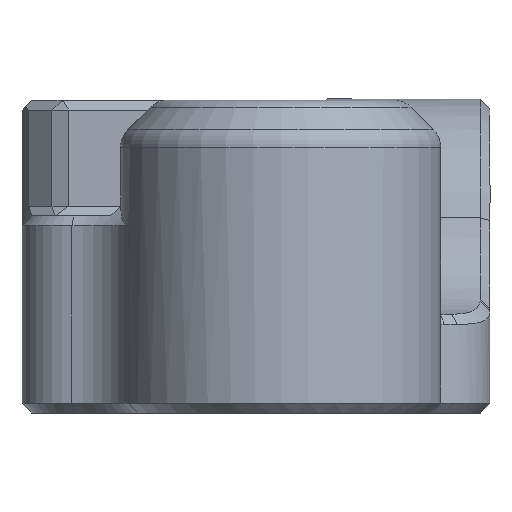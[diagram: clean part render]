
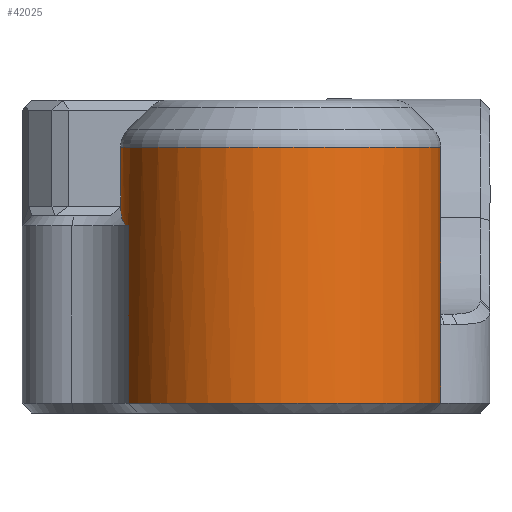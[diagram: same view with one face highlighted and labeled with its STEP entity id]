
A CAD part, left-side view. The second image highlights one B-rep face of the part: STEP entity #42025.
In plain terms, the highlighted cylindrical face has radius 6.5 mm (diameter 13 mm), a full revolution.
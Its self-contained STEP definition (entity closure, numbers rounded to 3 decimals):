
#19=ELLIPSE('',#43974,9.192,6.5);
#25=CYLINDRICAL_SURFACE('',#44048,6.5);
#4103=FACE_OUTER_BOUND('',#6257,.T.);
#6257=EDGE_LOOP('',(#39383,#39384,#39385,#39386,#39387,#39388,#39389,#39390,
#39391,#39392,#39393,#39394,#39395,#39396,#39397,#39398,#39399,#39400));
#6667=B_SPLINE_CURVE_WITH_KNOTS('',3,(#68004,#68005,#68006,#68007,#68008,
#68009,#68010,#68011,#68012,#68013),.UNSPECIFIED.,.F.,.F.,(4,3,3,4),(0.,
0.017,0.033,0.058),.UNSPECIFIED.);
#6672=B_SPLINE_CURVE_WITH_KNOTS('',3,(#68247,#68248,#68249,#68250,#68251,
#68252,#68253,#68254,#68255,#68256),.UNSPECIFIED.,.F.,.F.,(4,2,2,2,4),(0.896,
1.112,1.336,1.573,1.64),
 .UNSPECIFIED.);
#6673=B_SPLINE_CURVE_WITH_KNOTS('',3,(#68262,#68263,#68264,#68265,#68266,
#68267,#68268,#68269),.UNSPECIFIED.,.F.,.F.,(4,2,2,4),(0.792,
0.808,0.929,1.013),.UNSPECIFIED.);
#6675=B_SPLINE_CURVE_WITH_KNOTS('',3,(#68327,#68328,#68329,#68330,#68331,
#68332),.UNSPECIFIED.,.F.,.F.,(4,2,4),(0.3,0.325,
0.372),.UNSPECIFIED.);
#6676=B_SPLINE_CURVE_WITH_KNOTS('',3,(#68335,#68336,#68337,#68338),
 .UNSPECIFIED.,.F.,.F.,(4,4),(1.731,1.8),
 .UNSPECIFIED.);
#6677=B_SPLINE_CURVE_WITH_KNOTS('',3,(#68340,#68341,#68342,#68343,#68344,
#68345),.UNSPECIFIED.,.F.,.F.,(4,2,4),(1.596,1.713,
1.731),.UNSPECIFIED.);
#6750=CIRCLE('',#43998,6.5);
#6751=CIRCLE('',#43999,6.5);
#6761=CIRCLE('',#44038,6.5);
#6762=CIRCLE('',#44047,6.5);
#6763=CIRCLE('',#44049,6.5);
#12256=LINE('',#68307,#17840);
#12257=LINE('',#68324,#17841);
#12258=LINE('',#68325,#17842);
#12259=LINE('',#68333,#17843);
#12260=LINE('',#68346,#17844);
#17840=VECTOR('',#53414,10.);
#17841=VECTOR('',#53435,6.5);
#17842=VECTOR('',#53436,10.);
#17843=VECTOR('',#53437,10.);
#17844=VECTOR('',#53438,10.);
#21775=VERTEX_POINT('',#67976);
#21777=VERTEX_POINT('',#68003);
#21784=VERTEX_POINT('',#68034);
#21785=VERTEX_POINT('',#68035);
#21804=VERTEX_POINT('',#68118);
#21805=VERTEX_POINT('',#68122);
#21806=VERTEX_POINT('',#68123);
#21824=VERTEX_POINT('',#68245);
#21826=VERTEX_POINT('',#68260);
#21829=VERTEX_POINT('',#68279);
#21837=VERTEX_POINT('',#68303);
#21838=VERTEX_POINT('',#68315);
#21839=VERTEX_POINT('',#68322);
#21840=VERTEX_POINT('',#68326);
#21841=VERTEX_POINT('',#68334);
#21842=VERTEX_POINT('',#68339);
#27601=EDGE_CURVE('',#21775,#21777,#6667,.F.);
#27610=EDGE_CURVE('',#21784,#21785,#19,.T.);
#27656=EDGE_CURVE('',#21805,#21806,#6750,.T.);
#27657=EDGE_CURVE('',#21806,#21804,#6751,.T.);
#27710=EDGE_CURVE('',#21775,#21824,#6672,.T.);
#27713=EDGE_CURVE('',#21824,#21826,#6673,.T.);
#27719=EDGE_CURVE('',#21784,#21829,#6761,.T.);
#27729=EDGE_CURVE('',#21785,#21837,#12256,.T.);
#27731=EDGE_CURVE('',#21838,#21837,#6762,.T.);
#27732=EDGE_CURVE('',#21839,#21839,#6763,.T.);
#27733=EDGE_CURVE('',#21839,#21806,#12257,.T.);
#27734=EDGE_CURVE('',#21805,#21777,#12258,.T.);
#27735=EDGE_CURVE('',#21840,#21826,#6675,.F.);
#27736=EDGE_CURVE('',#21840,#21829,#12259,.T.);
#27737=EDGE_CURVE('',#21841,#21838,#6676,.T.);
#27738=EDGE_CURVE('',#21842,#21841,#6677,.T.);
#27739=EDGE_CURVE('',#21804,#21842,#12260,.T.);
#39383=ORIENTED_EDGE('',*,*,#27732,.F.);
#39384=ORIENTED_EDGE('',*,*,#27733,.T.);
#39385=ORIENTED_EDGE('',*,*,#27656,.F.);
#39386=ORIENTED_EDGE('',*,*,#27734,.T.);
#39387=ORIENTED_EDGE('',*,*,#27601,.F.);
#39388=ORIENTED_EDGE('',*,*,#27710,.T.);
#39389=ORIENTED_EDGE('',*,*,#27713,.T.);
#39390=ORIENTED_EDGE('',*,*,#27735,.F.);
#39391=ORIENTED_EDGE('',*,*,#27736,.T.);
#39392=ORIENTED_EDGE('',*,*,#27719,.F.);
#39393=ORIENTED_EDGE('',*,*,#27610,.T.);
#39394=ORIENTED_EDGE('',*,*,#27729,.T.);
#39395=ORIENTED_EDGE('',*,*,#27731,.F.);
#39396=ORIENTED_EDGE('',*,*,#27737,.F.);
#39397=ORIENTED_EDGE('',*,*,#27738,.F.);
#39398=ORIENTED_EDGE('',*,*,#27739,.F.);
#39399=ORIENTED_EDGE('',*,*,#27657,.F.);
#39400=ORIENTED_EDGE('',*,*,#27733,.F.);
#42025=ADVANCED_FACE('',(#4103),#25,.T.);
#43974=AXIS2_PLACEMENT_3D('',#68036,#53187,#53188);
#43998=AXIS2_PLACEMENT_3D('',#68124,#53278,#53279);
#43999=AXIS2_PLACEMENT_3D('',#68125,#53280,#53281);
#44038=AXIS2_PLACEMENT_3D('',#68280,#53405,#53406);
#44047=AXIS2_PLACEMENT_3D('',#68320,#53429,#53430);
#44048=AXIS2_PLACEMENT_3D('',#68321,#53431,#53432);
#44049=AXIS2_PLACEMENT_3D('',#68323,#53433,#53434);
#53187=DIRECTION('center_axis',(0.,-0.707,
0.707));
#53188=DIRECTION('ref_axis',(0.,0.707,0.707));
#53278=DIRECTION('center_axis',(0.,0.,-1.));
#53279=DIRECTION('ref_axis',(-1.,0.,0.));
#53280=DIRECTION('center_axis',(0.,0.,-1.));
#53281=DIRECTION('ref_axis',(-1.,0.,0.));
#53405=DIRECTION('center_axis',(0.,0.,-1.));
#53406=DIRECTION('ref_axis',(1.,0.,0.));
#53414=DIRECTION('',(0.,0.,1.));
#53429=DIRECTION('center_axis',(0.,0.,-1.));
#53430=DIRECTION('ref_axis',(1.,0.,0.));
#53431=DIRECTION('center_axis',(0.,0.,1.));
#53432=DIRECTION('ref_axis',(1.,0.,0.));
#53433=DIRECTION('center_axis',(0.,0.,1.));
#53434=DIRECTION('ref_axis',(1.,0.,0.));
#53435=DIRECTION('',(0.,0.,-1.));
#53436=DIRECTION('',(0.,0.,1.));
#53437=DIRECTION('',(0.,0.,-1.));
#53438=DIRECTION('',(0.,0.,1.));
#67976=CARTESIAN_POINT('',(0.346,-6.491,4.001));
#68003=CARTESIAN_POINT('',(-0.079,-6.5,3.6));
#68004=CARTESIAN_POINT('Ctrl Pts',(-0.079,-6.5,
3.6));
#68005=CARTESIAN_POINT('Ctrl Pts',(-0.038,-6.5,
3.638));
#68006=CARTESIAN_POINT('Ctrl Pts',(0.002,-6.5,
3.676));
#68007=CARTESIAN_POINT('Ctrl Pts',(0.042,-6.5,
3.714));
#68008=CARTESIAN_POINT('Ctrl Pts',(0.082,-6.5,
3.751));
#68009=CARTESIAN_POINT('Ctrl Pts',(0.121,-6.499,
3.788));
#68010=CARTESIAN_POINT('Ctrl Pts',(0.16,-6.498,3.825));
#68011=CARTESIAN_POINT('Ctrl Pts',(0.222,-6.497,
3.883));
#68012=CARTESIAN_POINT('Ctrl Pts',(0.284,-6.494,
3.942));
#68013=CARTESIAN_POINT('Ctrl Pts',(0.346,-6.491,
4.001));
#68034=CARTESIAN_POINT('',(6.406,1.1,4.));
#68035=CARTESIAN_POINT('',(6.325,1.5,4.4));
#68036=CARTESIAN_POINT('Origin',(0.,0.,
2.9));
#68118=CARTESIAN_POINT('',(-1.984,6.19,0.4));
#68122=CARTESIAN_POINT('',(-0.079,-6.5,0.4));
#68123=CARTESIAN_POINT('',(-6.5,0.,0.4));
#68124=CARTESIAN_POINT('Origin',(0.,0.,
0.4));
#68125=CARTESIAN_POINT('Origin',(0.,0.,
0.4));
#68245=CARTESIAN_POINT('',(5.531,-3.414,7.928));
#68247=CARTESIAN_POINT('Ctrl Pts',(0.346,-6.491,
4.001));
#68248=CARTESIAN_POINT('Ctrl Pts',(1.067,-6.452,4.012));
#68249=CARTESIAN_POINT('Ctrl Pts',(1.798,-6.286,4.172));
#68250=CARTESIAN_POINT('Ctrl Pts',(3.124,-5.747,4.747));
#68251=CARTESIAN_POINT('Ctrl Pts',(3.712,-5.368,5.17));
#68252=CARTESIAN_POINT('Ctrl Pts',(4.645,-4.59,6.11));
#68253=CARTESIAN_POINT('Ctrl Pts',(5.047,-4.124,6.7));
#68254=CARTESIAN_POINT('Ctrl Pts',(5.403,-3.616,7.539));
#68255=CARTESIAN_POINT('Ctrl Pts',(5.472,-3.509,7.731));
#68256=CARTESIAN_POINT('Ctrl Pts',(5.531,-3.414,7.928));
#68260=CARTESIAN_POINT('',(6.216,-1.9,9.48));
#68262=CARTESIAN_POINT('Ctrl Pts',(5.531,-3.414,7.928));
#68263=CARTESIAN_POINT('Ctrl Pts',(5.545,-3.392,7.974));
#68264=CARTESIAN_POINT('Ctrl Pts',(5.559,-3.369,8.02));
#68265=CARTESIAN_POINT('Ctrl Pts',(5.684,-3.161,8.408));
#68266=CARTESIAN_POINT('Ctrl Pts',(5.839,-2.874,8.771));
#68267=CARTESIAN_POINT('Ctrl Pts',(6.052,-2.383,9.196));
#68268=CARTESIAN_POINT('Ctrl Pts',(6.139,-2.152,9.352));
#68269=CARTESIAN_POINT('Ctrl Pts',(6.216,-1.9,9.48));
#68279=CARTESIAN_POINT('',(6.325,-1.5,4.));
#68280=CARTESIAN_POINT('Origin',(0.,0.,
4.));
#68303=CARTESIAN_POINT('',(6.325,1.5,8.4));
#68307=CARTESIAN_POINT('',(6.325,1.5,0.));
#68315=CARTESIAN_POINT('',(-0.08,6.499,8.4));
#68320=CARTESIAN_POINT('Origin',(0.,0.,
8.4));
#68321=CARTESIAN_POINT('Origin',(0.,0.,
0.));
#68322=CARTESIAN_POINT('',(-6.5,0.,10.786));
#68323=CARTESIAN_POINT('Origin',(0.,0.,
10.786));
#68324=CARTESIAN_POINT('',(-6.5,0.,0.));
#68325=CARTESIAN_POINT('',(-0.079,-6.5,0.));
#68326=CARTESIAN_POINT('',(6.325,-1.5,8.848));
#68327=CARTESIAN_POINT('Ctrl Pts',(6.216,-1.9,9.48));
#68328=CARTESIAN_POINT('Ctrl Pts',(6.232,-1.849,9.407));
#68329=CARTESIAN_POINT('Ctrl Pts',(6.246,-1.801,9.335));
#68330=CARTESIAN_POINT('Ctrl Pts',(6.282,-1.671,9.137));
#68331=CARTESIAN_POINT('Ctrl Pts',(6.305,-1.584,8.995));
#68332=CARTESIAN_POINT('Ctrl Pts',(6.325,-1.5,8.848));
#68333=CARTESIAN_POINT('',(6.325,-1.5,0.));
#68334=CARTESIAN_POINT('',(-0.689,6.463,8.));
#68335=CARTESIAN_POINT('Ctrl Pts',(-0.689,6.463,
8.));
#68336=CARTESIAN_POINT('Ctrl Pts',(-0.477,6.486,
8.121));
#68337=CARTESIAN_POINT('Ctrl Pts',(-0.272,6.497,
8.259));
#68338=CARTESIAN_POINT('Ctrl Pts',(-0.08,6.499,
8.4));
#68339=CARTESIAN_POINT('',(-1.984,6.19,7.6));
#68340=CARTESIAN_POINT('Ctrl Pts',(-1.984,6.19,7.6));
#68341=CARTESIAN_POINT('Ctrl Pts',(-1.613,6.309,7.6));
#68342=CARTESIAN_POINT('Ctrl Pts',(-1.229,6.393,7.719));
#68343=CARTESIAN_POINT('Ctrl Pts',(-0.805,6.45,7.936));
#68344=CARTESIAN_POINT('Ctrl Pts',(-0.747,6.457,
7.967));
#68345=CARTESIAN_POINT('Ctrl Pts',(-0.689,6.463,
8.));
#68346=CARTESIAN_POINT('',(-1.984,6.19,0.));
